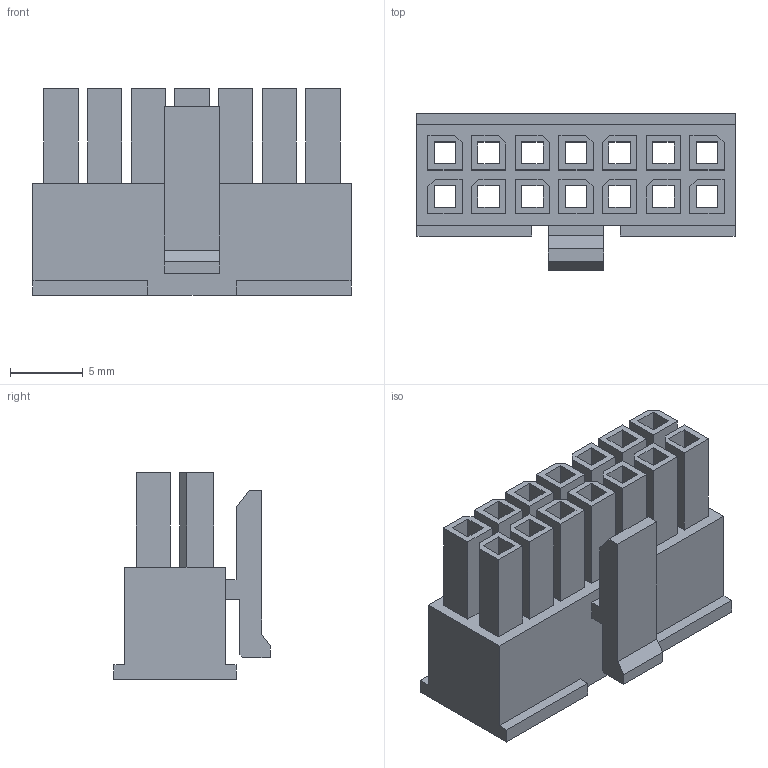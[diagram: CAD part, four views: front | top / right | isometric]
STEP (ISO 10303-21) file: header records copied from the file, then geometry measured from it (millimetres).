
FILE_DESCRIPTION (( 'STEP AP214' ), '1' );
FILE_NAME ('FHG30001-D14M2K6B-REF .STEP', '2025-01-16T09:16:50', ( '' ), ( '' ), 'SwSTEP 2.0', 'SolidWorks 2021', '' );
FILE_SCHEMA (( 'AUTOMOTIVE_DESIGN' ));
Length unit declared in the file: millimetre
Products named in the file (1): FHG30001-D14M2K6B-REF 
Bounding box: 21.85 x 10.74 x 14.2 mm (x, y, z)
Volume: 1137 mm3; surface area: 3086.5 mm2
Topology: 1 solids, 1 shells, 292 faces, 727 edges, 466 vertices
Faces by surface type: plane 292
Entity records: 8513 total; most frequent: CARTESIAN_POINT 1486, ORIENTED_EDGE 1454, DIRECTION 1313, EDGE_CURVE 727, VECTOR 727, LINE 727, VERTEX_POINT 466, EDGE_LOOP 349
